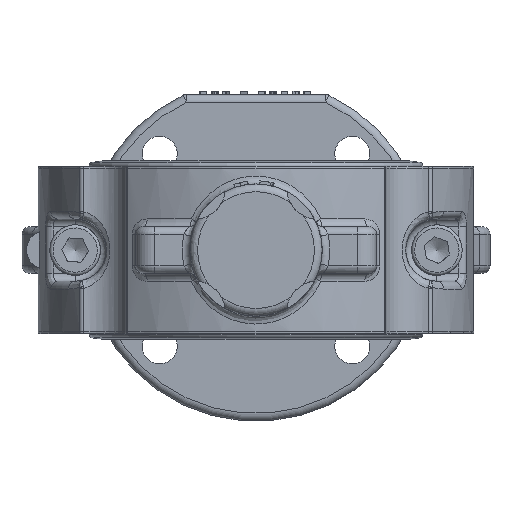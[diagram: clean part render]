
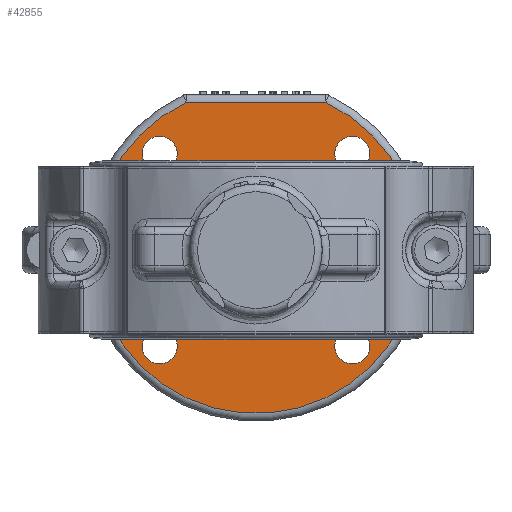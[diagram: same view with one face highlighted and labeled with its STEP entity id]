
A CAD part, front view. The second image highlights one B-rep face of the part: STEP entity #42855.
In plain terms, the highlighted planar face has unit normal (0, -1, 0).
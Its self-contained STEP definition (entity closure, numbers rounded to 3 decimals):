
#3853=LINE('',#61850,#7312);
#3870=LINE('',#62105,#7329);
#3871=LINE('',#62109,#7330);
#3872=LINE('',#62113,#7331);
#3873=LINE('',#62117,#7332);
#3874=LINE('',#62121,#7333);
#3875=LINE('',#62125,#7334);
#3876=LINE('',#62129,#7335);
#3877=LINE('',#62133,#7336);
#7312=VECTOR('',#49113,10.);
#7329=VECTOR('',#49226,10.);
#7330=VECTOR('',#49229,10.);
#7331=VECTOR('',#49232,10.);
#7332=VECTOR('',#49235,10.);
#7333=VECTOR('',#49238,10.);
#7334=VECTOR('',#49241,10.);
#7335=VECTOR('',#49244,10.);
#7336=VECTOR('',#49247,10.);
#10164=PLANE('',#45282);
#11043=FACE_BOUND('',#14590,.T.);
#11044=FACE_BOUND('',#14591,.T.);
#11045=FACE_BOUND('',#14592,.T.);
#11046=FACE_BOUND('',#14593,.T.);
#11047=FACE_BOUND('',#14594,.T.);
#12145=FACE_OUTER_BOUND('',#14589,.T.);
#14589=EDGE_LOOP('',(#30515,#30516));
#14590=EDGE_LOOP('',(#30517));
#14591=EDGE_LOOP('',(#30518));
#14592=EDGE_LOOP('',(#30519));
#14593=EDGE_LOOP('',(#30520));
#14594=EDGE_LOOP('',(#30521,#30522,#30523,#30524,#30525,#30526,#30527,#30528,
#30529,#30530,#30531,#30532,#30533,#30534,#30535,#30536));
#16809=CIRCLE('',#45232,42.);
#16830=CIRCLE('',#45283,4.5);
#16831=CIRCLE('',#45284,4.5);
#16832=CIRCLE('',#45285,4.5);
#16833=CIRCLE('',#45286,4.5);
#16834=CIRCLE('',#45287,6.);
#16835=CIRCLE('',#45288,6.);
#16836=CIRCLE('',#45289,6.);
#16837=CIRCLE('',#45290,6.);
#16838=CIRCLE('',#45291,6.);
#16839=CIRCLE('',#45292,6.);
#16840=CIRCLE('',#45293,6.);
#16841=CIRCLE('',#45294,6.);
#18460=VERTEX_POINT('',#61839);
#18461=VERTEX_POINT('',#61841);
#18505=VERTEX_POINT('',#62095);
#18506=VERTEX_POINT('',#62097);
#18507=VERTEX_POINT('',#62099);
#18508=VERTEX_POINT('',#62101);
#18509=VERTEX_POINT('',#62103);
#18510=VERTEX_POINT('',#62104);
#18511=VERTEX_POINT('',#62106);
#18512=VERTEX_POINT('',#62108);
#18513=VERTEX_POINT('',#62110);
#18514=VERTEX_POINT('',#62112);
#18515=VERTEX_POINT('',#62114);
#18516=VERTEX_POINT('',#62116);
#18517=VERTEX_POINT('',#62118);
#18518=VERTEX_POINT('',#62120);
#18519=VERTEX_POINT('',#62122);
#18520=VERTEX_POINT('',#62124);
#18521=VERTEX_POINT('',#62126);
#18522=VERTEX_POINT('',#62128);
#18523=VERTEX_POINT('',#62130);
#18524=VERTEX_POINT('',#62132);
#23009=EDGE_CURVE('',#18461,#18460,#16809,.T.);
#23014=EDGE_CURVE('',#18460,#18461,#3853,.T.);
#23068=EDGE_CURVE('',#18505,#18505,#16830,.T.);
#23069=EDGE_CURVE('',#18506,#18506,#16831,.T.);
#23070=EDGE_CURVE('',#18507,#18507,#16832,.T.);
#23071=EDGE_CURVE('',#18508,#18508,#16833,.T.);
#23072=EDGE_CURVE('',#18509,#18510,#3870,.T.);
#23073=EDGE_CURVE('',#18511,#18509,#16834,.T.);
#23074=EDGE_CURVE('',#18512,#18511,#3871,.T.);
#23075=EDGE_CURVE('',#18513,#18512,#16835,.T.);
#23076=EDGE_CURVE('',#18514,#18513,#3872,.T.);
#23077=EDGE_CURVE('',#18515,#18514,#16836,.T.);
#23078=EDGE_CURVE('',#18516,#18515,#3873,.T.);
#23079=EDGE_CURVE('',#18517,#18516,#16837,.T.);
#23080=EDGE_CURVE('',#18518,#18517,#3874,.T.);
#23081=EDGE_CURVE('',#18519,#18518,#16838,.T.);
#23082=EDGE_CURVE('',#18520,#18519,#3875,.T.);
#23083=EDGE_CURVE('',#18521,#18520,#16839,.T.);
#23084=EDGE_CURVE('',#18522,#18521,#3876,.T.);
#23085=EDGE_CURVE('',#18523,#18522,#16840,.T.);
#23086=EDGE_CURVE('',#18524,#18523,#3877,.T.);
#23087=EDGE_CURVE('',#18510,#18524,#16841,.T.);
#30515=ORIENTED_EDGE('',*,*,#23014,.F.);
#30516=ORIENTED_EDGE('',*,*,#23009,.F.);
#30517=ORIENTED_EDGE('',*,*,#23068,.T.);
#30518=ORIENTED_EDGE('',*,*,#23069,.T.);
#30519=ORIENTED_EDGE('',*,*,#23070,.T.);
#30520=ORIENTED_EDGE('',*,*,#23071,.T.);
#30521=ORIENTED_EDGE('',*,*,#23072,.F.);
#30522=ORIENTED_EDGE('',*,*,#23073,.F.);
#30523=ORIENTED_EDGE('',*,*,#23074,.F.);
#30524=ORIENTED_EDGE('',*,*,#23075,.F.);
#30525=ORIENTED_EDGE('',*,*,#23076,.F.);
#30526=ORIENTED_EDGE('',*,*,#23077,.F.);
#30527=ORIENTED_EDGE('',*,*,#23078,.F.);
#30528=ORIENTED_EDGE('',*,*,#23079,.F.);
#30529=ORIENTED_EDGE('',*,*,#23080,.F.);
#30530=ORIENTED_EDGE('',*,*,#23081,.F.);
#30531=ORIENTED_EDGE('',*,*,#23082,.F.);
#30532=ORIENTED_EDGE('',*,*,#23083,.F.);
#30533=ORIENTED_EDGE('',*,*,#23084,.F.);
#30534=ORIENTED_EDGE('',*,*,#23085,.F.);
#30535=ORIENTED_EDGE('',*,*,#23086,.F.);
#30536=ORIENTED_EDGE('',*,*,#23087,.F.);
#42855=ADVANCED_FACE('',(#12145,#11043,#11044,#11045,#11046,#11047),#10164,
 .F.);
#45232=AXIS2_PLACEMENT_3D('',#61843,#49099,#49100);
#45282=AXIS2_PLACEMENT_3D('',#62094,#49216,#49217);
#45283=AXIS2_PLACEMENT_3D('',#62096,#49218,#49219);
#45284=AXIS2_PLACEMENT_3D('',#62098,#49220,#49221);
#45285=AXIS2_PLACEMENT_3D('',#62100,#49222,#49223);
#45286=AXIS2_PLACEMENT_3D('',#62102,#49224,#49225);
#45287=AXIS2_PLACEMENT_3D('',#62107,#49227,#49228);
#45288=AXIS2_PLACEMENT_3D('',#62111,#49230,#49231);
#45289=AXIS2_PLACEMENT_3D('',#62115,#49233,#49234);
#45290=AXIS2_PLACEMENT_3D('',#62119,#49236,#49237);
#45291=AXIS2_PLACEMENT_3D('',#62123,#49239,#49240);
#45292=AXIS2_PLACEMENT_3D('',#62127,#49242,#49243);
#45293=AXIS2_PLACEMENT_3D('',#62131,#49245,#49246);
#45294=AXIS2_PLACEMENT_3D('',#62134,#49248,#49249);
#49099=DIRECTION('center_axis',(0.,1.,0.));
#49100=DIRECTION('ref_axis',(0.,0.,
-1.));
#49113=DIRECTION('',(1.,0.,0.));
#49216=DIRECTION('center_axis',(0.,1.,0.));
#49217=DIRECTION('ref_axis',(0.,0.,1.));
#49218=DIRECTION('center_axis',(0.,1.,0.));
#49219=DIRECTION('ref_axis',(0.,0.,-1.));
#49220=DIRECTION('center_axis',(0.,1.,0.));
#49221=DIRECTION('ref_axis',(-1.,0.,0.));
#49222=DIRECTION('center_axis',(0.,1.,0.));
#49223=DIRECTION('ref_axis',(0.,0.,1.));
#49224=DIRECTION('center_axis',(0.,1.,0.));
#49225=DIRECTION('ref_axis',(1.,0.,0.));
#49226=DIRECTION('',(-0.521,0.,-0.853));
#49227=DIRECTION('center_axis',(0.,-1.,0.));
#49228=DIRECTION('ref_axis',(-0.489,0.,0.872));
#49229=DIRECTION('',(-1.,0.,0.));
#49230=DIRECTION('center_axis',(0.,-1.,0.));
#49231=DIRECTION('ref_axis',(0.489,0.,0.872));
#49232=DIRECTION('',(-0.521,0.,0.853));
#49233=DIRECTION('center_axis',(0.,-1.,0.));
#49234=DIRECTION('ref_axis',(0.963,0.,0.271));
#49235=DIRECTION('',(0.,0.,1.));
#49236=DIRECTION('center_axis',(0.,-1.,0.));
#49237=DIRECTION('ref_axis',(0.963,0.,-0.271));
#49238=DIRECTION('',(0.521,0.,0.853));
#49239=DIRECTION('center_axis',(0.,-1.,0.));
#49240=DIRECTION('ref_axis',(0.489,0.,-0.872));
#49241=DIRECTION('',(1.,0.,0.));
#49242=DIRECTION('center_axis',(0.,-1.,0.));
#49243=DIRECTION('ref_axis',(-0.489,0.,-0.872));
#49244=DIRECTION('',(0.521,0.,-0.853));
#49245=DIRECTION('center_axis',(0.,-1.,0.));
#49246=DIRECTION('ref_axis',(-0.963,0.,-0.271));
#49247=DIRECTION('',(0.,0.,-1.));
#49248=DIRECTION('center_axis',(0.,-1.,0.));
#49249=DIRECTION('ref_axis',(-0.963,0.,0.271));
#61839=CARTESIAN_POINT('',(-17.889,127.,38.));
#61841=CARTESIAN_POINT('',(17.889,127.,38.));
#61843=CARTESIAN_POINT('Origin',(0.,127.,0.));
#61850=CARTESIAN_POINT('',(-9.165,127.,38.));
#62094=CARTESIAN_POINT('Origin',(0.,127.,3.283));
#62095=CARTESIAN_POINT('',(-24.749,127.,29.249));
#62096=CARTESIAN_POINT('Origin',(-24.749,127.,24.749));
#62097=CARTESIAN_POINT('',(29.249,127.,24.749));
#62098=CARTESIAN_POINT('Origin',(24.749,127.,24.749));
#62099=CARTESIAN_POINT('',(24.749,127.,-29.249));
#62100=CARTESIAN_POINT('Origin',(24.749,127.,-24.749));
#62101=CARTESIAN_POINT('',(-29.249,127.,-24.749));
#62102=CARTESIAN_POINT('Origin',(-24.749,127.,-24.749));
#62103=CARTESIAN_POINT('',(-18.059,127.,17.129));
#62104=CARTESIAN_POINT('',(-23.12,127.,8.847));
#62105=CARTESIAN_POINT('',(-21.288,127.,11.845));
#62106=CARTESIAN_POINT('',(-12.939,127.,20.));
#62107=CARTESIAN_POINT('Origin',(-12.939,127.,14.));
#62108=CARTESIAN_POINT('',(12.939,127.,20.));
#62109=CARTESIAN_POINT('',(-6.75,127.,20.));
#62110=CARTESIAN_POINT('',(18.059,127.,17.129));
#62111=CARTESIAN_POINT('Origin',(12.939,127.,14.));
#62112=CARTESIAN_POINT('',(23.12,127.,8.847));
#62113=CARTESIAN_POINT('',(18.538,127.,16.345));
#62114=CARTESIAN_POINT('',(24.,127.,5.719));
#62115=CARTESIAN_POINT('Origin',(18.,127.,5.719));
#62116=CARTESIAN_POINT('',(24.,127.,-5.719));
#62117=CARTESIAN_POINT('',(24.,127.,4.642));
#62118=CARTESIAN_POINT('',(23.12,127.,-8.847));
#62119=CARTESIAN_POINT('Origin',(18.,127.,-5.719));
#62120=CARTESIAN_POINT('',(18.059,127.,-17.129));
#62121=CARTESIAN_POINT('',(22.749,127.,-9.455));
#62122=CARTESIAN_POINT('',(12.939,127.,-20.));
#62123=CARTESIAN_POINT('Origin',(12.939,127.,-14.));
#62124=CARTESIAN_POINT('',(-12.939,127.,-20.));
#62125=CARTESIAN_POINT('',(6.75,127.,-20.));
#62126=CARTESIAN_POINT('',(-18.059,127.,-17.129));
#62127=CARTESIAN_POINT('Origin',(-12.939,127.,-14.));
#62128=CARTESIAN_POINT('',(-23.12,127.,-8.847));
#62129=CARTESIAN_POINT('',(-19.999,127.,-13.955));
#62130=CARTESIAN_POINT('',(-24.,127.,-5.719));
#62131=CARTESIAN_POINT('Origin',(-18.,127.,-5.719));
#62132=CARTESIAN_POINT('',(-24.,127.,5.719));
#62133=CARTESIAN_POINT('',(-24.,127.,-1.358));
#62134=CARTESIAN_POINT('Origin',(-18.,127.,5.719));
